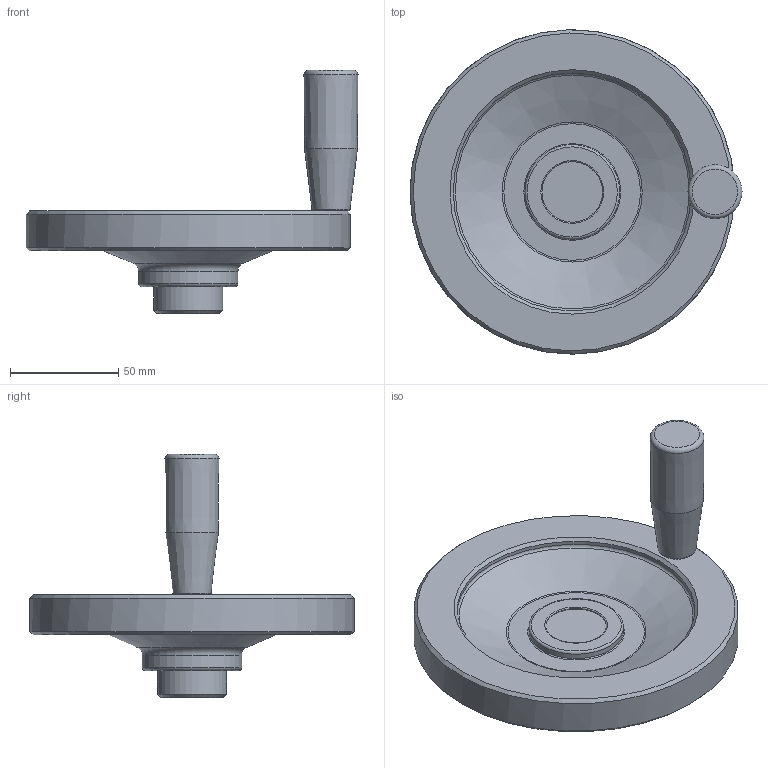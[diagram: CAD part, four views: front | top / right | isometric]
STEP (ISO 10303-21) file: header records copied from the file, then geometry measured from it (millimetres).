
FILE_DESCRIPTION( ( 'Unknown' ), '1' );
FILE_NAME( '6161221_VPRAX150_M.stp', 'Unknown', ( 'Unknown' ), ( 'Unknown' ), 'PSStep 14.0', 'Unknown', ' ' );
FILE_SCHEMA( ( 'AUTOMOTIVE_DESIGN { 1 0 10303 214 1 1 1 1 }' ) );
Length unit declared in the file: millimetre
Products named in the file (2): 6161221
Bounding box: 153.49 x 150 x 112.5 mm (x, y, z)
Volume: 275505.9 mm3; surface area: 59204.2 mm2
Topology: 2 solids, 4 shells, 94 faces, 208 edges, 128 vertices
Faces by surface type: plane 38, cylinder 18, cone 17, torus 12, bspline 9
Full cylindrical faces by diameter (mm): 5.1 x1, 6 x1, 8.3 x1, 8.376 x2, 8.7 x1, 9.6 x1, 10.2 x1, 12.8 x1, 28 x1, 32 x1, 43.7 x1, 46 x1, 110 x1, 150 x1
Entity records: 4358 total; most frequent: CARTESIAN_POINT 1796, DIRECTION 378, ORIENTED_EDGE 302, AXIS2_PLACEMENT_3D 170, EDGE_CURVE 151, EDGE_LOOP 144, FACE_OUTER_BOUND 118, VERTEX_POINT 115
